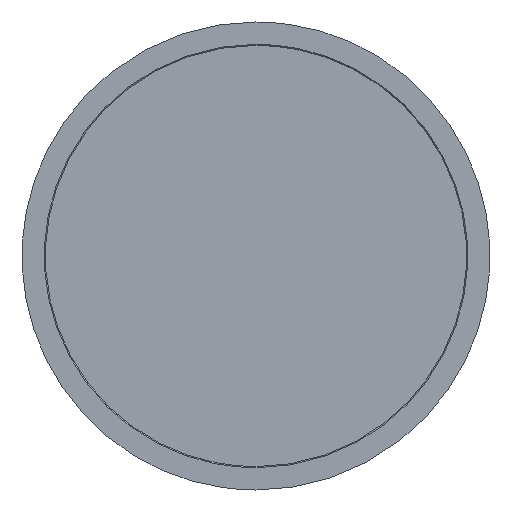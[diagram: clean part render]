
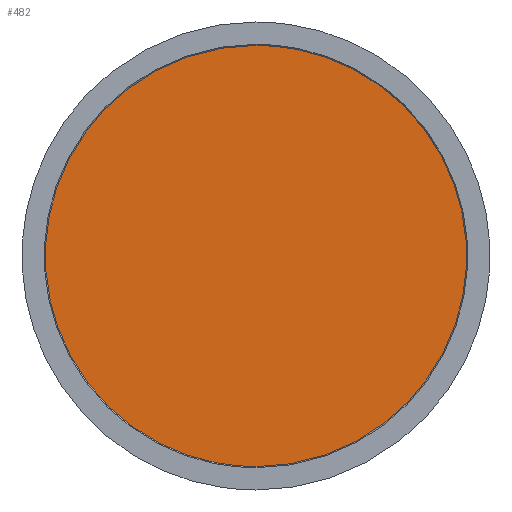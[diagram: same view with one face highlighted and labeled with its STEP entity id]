
A CAD part, front view. The second image highlights one B-rep face of the part: STEP entity #482.
In plain terms, the highlighted free-form (B-spline) face has degree [1, 1] with [2, 2] control points.
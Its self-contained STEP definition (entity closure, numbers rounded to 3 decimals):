
#243 = VERTEX_POINT('',#244);
#244 = CARTESIAN_POINT('',(0.,0.056,-10.662));
#262 = VERTEX_POINT('',#263);
#263 = CARTESIAN_POINT('',(0.,0.056,
    10.662));
#268 = EDGE_CURVE('',#262,#243,#269,.T.);
#269 = ( BOUNDED_CURVE() B_SPLINE_CURVE(2,(#270,#271,#272,#273,#274),
.UNSPECIFIED.,.F.,.F.) B_SPLINE_CURVE_WITH_KNOTS((3,2,3),(3.142,
4.712,6.283),.PIECEWISE_BEZIER_KNOTS.) CURVE() 
GEOMETRIC_REPRESENTATION_ITEM() RATIONAL_B_SPLINE_CURVE((1.,
0.707,1.,0.707,1.)) REPRESENTATION_ITEM('') );
#270 = CARTESIAN_POINT('',(0.,0.056,
    10.662));
#271 = CARTESIAN_POINT('',(-10.662,0.056,
    10.662));
#272 = CARTESIAN_POINT('',(-10.662,0.056,
    0.));
#273 = CARTESIAN_POINT('',(-10.662,0.056,
    -10.662));
#274 = CARTESIAN_POINT('',(0.,0.056,
    -10.662));
#299 = EDGE_CURVE('',#243,#262,#300,.T.);
#300 = ( BOUNDED_CURVE() B_SPLINE_CURVE(2,(#301,#302,#303,#304,#305),
.UNSPECIFIED.,.F.,.F.) B_SPLINE_CURVE_WITH_KNOTS((3,2,3),(0.,
1.571,3.142),.PIECEWISE_BEZIER_KNOTS.) CURVE() 
GEOMETRIC_REPRESENTATION_ITEM() RATIONAL_B_SPLINE_CURVE((1.,
0.707,1.,0.707,1.)) REPRESENTATION_ITEM('') );
#301 = CARTESIAN_POINT('',(0.,0.056,-10.662));
#302 = CARTESIAN_POINT('',(10.662,0.056,
    -10.662));
#303 = CARTESIAN_POINT('',(10.662,0.056,
    0.));
#304 = CARTESIAN_POINT('',(10.662,0.056,
    10.662));
#305 = CARTESIAN_POINT('',(0.,0.056,
    10.662));
#482 = ADVANCED_FACE('',(#483),#487,.F.);
#483 = FACE_BOUND('',#484,.T.);
#484 = EDGE_LOOP('',(#485,#486));
#485 = ORIENTED_EDGE('',*,*,#299,.T.);
#486 = ORIENTED_EDGE('',*,*,#268,.T.);
#487 = B_SPLINE_SURFACE_WITH_KNOTS('',1,1,(
    (#488,#489)
    ,(#490,#491
    )),.UNSPECIFIED.,.F.,.F.,.F.,(2,2),(2,2),(-18.9,0.),(-9.45,9.45),
  .PIECEWISE_BEZIER_KNOTS.);
#488 = CARTESIAN_POINT('',(-10.662,0.056,
    -10.662));
#489 = CARTESIAN_POINT('',(10.662,0.056,
    -10.662));
#490 = CARTESIAN_POINT('',(-10.662,0.056,
    10.662));
#491 = CARTESIAN_POINT('',(10.662,0.056,
    10.662));
